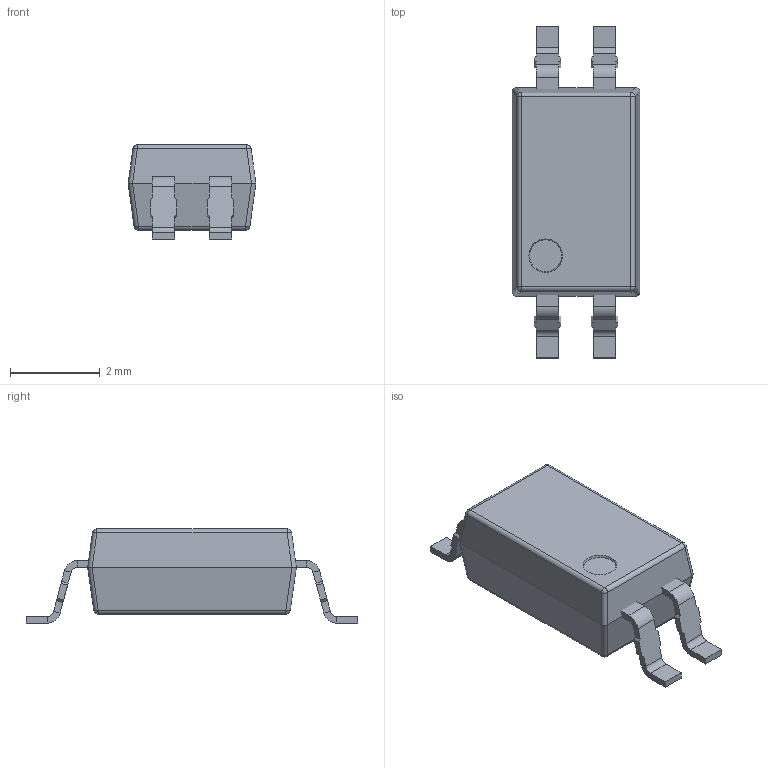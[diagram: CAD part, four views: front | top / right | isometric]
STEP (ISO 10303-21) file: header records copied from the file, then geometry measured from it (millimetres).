
FILE_DESCRIPTION(('STEP AP214'), '1');
FILE_NAME('miniFLAT-HP-4-YL', '2016-03-20T17:19:22', ('Nobody'), (''), 'ASCON STEP Converter 1.3', 'ASCON Math Kernel', '');
FILE_SCHEMA(('AUTOMOTIVE_DESIGN { 1 0 10303 214 3 1 1}'));
Length unit declared in the file: millimetre
Bounding box: 2.85 x 7.4 x 2.1 mm (x, y, z)
Volume: 24 mm3; surface area: 63.1 mm2
Topology: 5 solids, 5 shells, 156 faces, 363 edges, 214 vertices
Faces by surface type: plane 115, cylinder 32, bspline 8, cone 1
Entity records: 5705 total; most frequent: CARTESIAN_POINT 853, DIRECTION 706, ORIENTED_EDGE 676, EDGE_CURVE 338, LINE 292, VECTOR 292, AXIS2_PLACEMENT_3D 207, VERTEX_POINT 194
